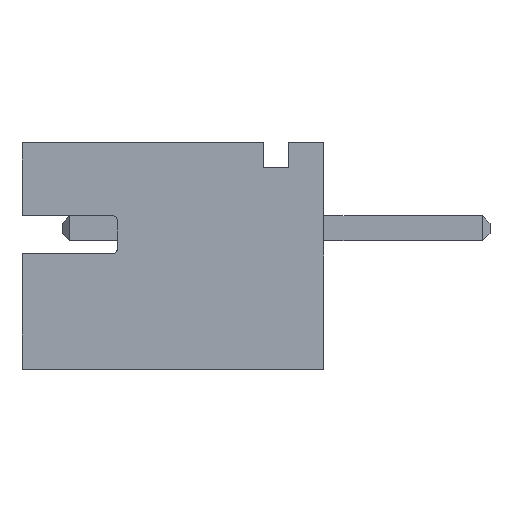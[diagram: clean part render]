
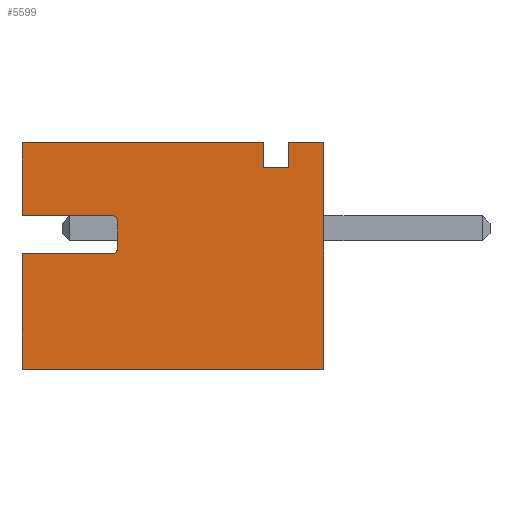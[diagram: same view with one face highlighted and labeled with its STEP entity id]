
A CAD part, left-side view. The second image highlights one B-rep face of the part: STEP entity #5599.
In plain terms, the highlighted planar face has unit normal (-1, 0, 0).
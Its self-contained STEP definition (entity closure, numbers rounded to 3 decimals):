
#36 = LINE ( 'NONE', #1447, #1376 ) ;
#86 = EDGE_CURVE ( 'NONE', #715, #918, #632, .T. ) ;
#96 = ORIENTED_EDGE ( 'NONE', *, *, #1546, .T. ) ;
#112 = AXIS2_PLACEMENT_3D ( 'NONE', #2357, #2330, #528 ) ;
#312 = CARTESIAN_POINT ( 'NONE',  ( -5.95, 4.2, 0.15 ) ) ;
#440 = FACE_OUTER_BOUND ( 'NONE', #4721, .T. ) ;
#480 = DIRECTION ( 'NONE',  ( 0., 0., 1. ) ) ;
#482 = DIRECTION ( 'NONE',  ( 0., 1., 0. ) ) ;
#507 = DIRECTION ( 'NONE',  ( 0., 0., 1. ) ) ;
#520 = VERTEX_POINT ( 'NONE', #4628 ) ;
#528 = DIRECTION ( 'NONE',  ( 0., 0., -1. ) ) ;
#632 = LINE ( 'NONE', #2094, #4042 ) ;
#668 = DIRECTION ( 'NONE',  ( 1., 0., 0. ) ) ;
#676 = ORIENTED_EDGE ( 'NONE', *, *, #5466, .T. ) ;
#715 = VERTEX_POINT ( 'NONE', #4839 ) ;
#798 = CARTESIAN_POINT ( 'NONE',  ( -5.95, 6., -2.25 ) ) ;
#836 = DIRECTION ( 'NONE',  ( 0., -1., 0. ) ) ;
#854 = EDGE_CURVE ( 'NONE', #1489, #4890, #5066, .T. ) ;
#862 = ORIENTED_EDGE ( 'NONE', *, *, #6090, .T. ) ;
#918 = VERTEX_POINT ( 'NONE', #1469 ) ;
#935 = VECTOR ( 'NONE', #4500, 1000. ) ;
#1140 = ORIENTED_EDGE ( 'NONE', *, *, #5171, .F. ) ;
#1157 = CARTESIAN_POINT ( 'NONE',  ( -5.95, 0.7, 1.75 ) ) ;
#1171 = VERTEX_POINT ( 'NONE', #1157 ) ;
#1190 = DIRECTION ( 'NONE',  ( 0., -1., 0. ) ) ;
#1270 = DIRECTION ( 'NONE',  ( 0., 0., -1. ) ) ;
#1376 = VECTOR ( 'NONE', #507, 1000. ) ;
#1437 = ORIENTED_EDGE ( 'NONE', *, *, #4193, .F. ) ;
#1443 = VECTOR ( 'NONE', #5286, 1000. ) ;
#1447 = CARTESIAN_POINT ( 'NONE',  ( -5.95, 0., -2.25 ) ) ;
#1469 = CARTESIAN_POINT ( 'NONE',  ( -5.95, 0., 2.25 ) ) ;
#1487 = CARTESIAN_POINT ( 'NONE',  ( -5.95, 6., 0.8 ) ) ;
#1489 = VERTEX_POINT ( 'NONE', #4571 ) ;
#1546 = EDGE_CURVE ( 'NONE', #4037, #5591, #3195, .T. ) ;
#1608 = EDGE_CURVE ( 'NONE', #5899, #4890, #5408, .T. ) ;
#1673 = CARTESIAN_POINT ( 'NONE',  ( -5.95, 4.2, 0.7 ) ) ;
#1688 = LINE ( 'NONE', #2145, #3729 ) ;
#1689 = EDGE_CURVE ( 'NONE', #5824, #2858, #2307, .T. ) ;
#1690 = CARTESIAN_POINT ( 'NONE',  ( -5.95, 0.7, 2.25 ) ) ;
#1743 = CARTESIAN_POINT ( 'NONE',  ( -5.95, 6., 0.05 ) ) ;
#1811 = LINE ( 'NONE', #2659, #4117 ) ;
#1858 = CARTESIAN_POINT ( 'NONE',  ( -5.95, 6., 0.8 ) ) ;
#1872 = ORIENTED_EDGE ( 'NONE', *, *, #3663, .T. ) ;
#1965 = LINE ( 'NONE', #4256, #5582 ) ;
#1975 = VERTEX_POINT ( 'NONE', #1858 ) ;
#2094 = CARTESIAN_POINT ( 'NONE',  ( -5.95, 6., 2.25 ) ) ;
#2136 = ORIENTED_EDGE ( 'NONE', *, *, #86, .F. ) ;
#2145 = CARTESIAN_POINT ( 'NONE',  ( -5.95, 6., -2.25 ) ) ;
#2161 = EDGE_CURVE ( 'NONE', #5140, #4037, #4982, .T. ) ;
#2272 = ORIENTED_EDGE ( 'NONE', *, *, #6034, .T. ) ;
#2307 = LINE ( 'NONE', #5072, #5464 ) ;
#2330 = DIRECTION ( 'NONE',  ( 1., 0., 0. ) ) ;
#2357 = CARTESIAN_POINT ( 'NONE',  ( -5.95, 6., -2.25 ) ) ;
#2508 = DIRECTION ( 'NONE',  ( 0., 0., -1. ) ) ;
#2659 = CARTESIAN_POINT ( 'NONE',  ( -5.95, 6., -2.25 ) ) ;
#2729 = DIRECTION ( 'NONE',  ( 0., 0., -1. ) ) ;
#2858 = VERTEX_POINT ( 'NONE', #1743 ) ;
#2936 = VERTEX_POINT ( 'NONE', #798 ) ;
#3073 = CARTESIAN_POINT ( 'NONE',  ( -5.95, 4.2, 0.8 ) ) ;
#3138 = LINE ( 'NONE', #3170, #5921 ) ;
#3170 = CARTESIAN_POINT ( 'NONE',  ( -5.95, 6., -2.25 ) ) ;
#3195 = LINE ( 'NONE', #4633, #3563 ) ;
#3271 = CARTESIAN_POINT ( 'NONE',  ( -5.95, 4.1, 0.15 ) ) ;
#3302 = PLANE ( 'NONE',  #112 ) ;
#3563 = VECTOR ( 'NONE', #2729, 1000. ) ;
#3576 = LINE ( 'NONE', #1690, #5254 ) ;
#3596 = ORIENTED_EDGE ( 'NONE', *, *, #1608, .T. ) ;
#3663 = EDGE_CURVE ( 'NONE', #1171, #5899, #1965, .T. ) ;
#3697 = ORIENTED_EDGE ( 'NONE', *, *, #3932, .T. ) ;
#3729 = VECTOR ( 'NONE', #480, 1000. ) ;
#3822 = CIRCLE ( 'NONE', #5918, 0.1 ) ;
#3932 = EDGE_CURVE ( 'NONE', #1975, #5140, #5314, .T. ) ;
#4037 = VERTEX_POINT ( 'NONE', #4809 ) ;
#4042 = VECTOR ( 'NONE', #1190, 1000. ) ;
#4060 = CARTESIAN_POINT ( 'NONE',  ( -5.95, 6., 2.25 ) ) ;
#4070 = ORIENTED_EDGE ( 'NONE', *, *, #1689, .T. ) ;
#4117 = VECTOR ( 'NONE', #5988, 1000. ) ;
#4121 = DIRECTION ( 'NONE',  ( 0., -1., 0. ) ) ;
#4193 = EDGE_CURVE ( 'NONE', #1975, #1489, #1811, .T. ) ;
#4256 = CARTESIAN_POINT ( 'NONE',  ( -5.95, 1.2, 1.75 ) ) ;
#4500 = DIRECTION ( 'NONE',  ( 0., 0., 1. ) ) ;
#4559 = VECTOR ( 'NONE', #836, 1000. ) ;
#4571 = CARTESIAN_POINT ( 'NONE',  ( -5.95, 6., 2.25 ) ) ;
#4609 = ORIENTED_EDGE ( 'NONE', *, *, #2161, .T. ) ;
#4628 = CARTESIAN_POINT ( 'NONE',  ( -5.95, 0., -2.25 ) ) ;
#4633 = CARTESIAN_POINT ( 'NONE',  ( -5.95, 4.1, 0.7 ) ) ;
#4721 = EDGE_LOOP ( 'NONE', ( #1437, #3697, #4609, #96, #676, #4070, #1140, #2272, #5936, #2136, #862, #1872, #3596, #5289 ) ) ;
#4809 = CARTESIAN_POINT ( 'NONE',  ( -5.95, 4.1, 0.7 ) ) ;
#4833 = DIRECTION ( 'NONE',  ( 0., 1., 0. ) ) ;
#4839 = CARTESIAN_POINT ( 'NONE',  ( -5.95, 0.7, 2.25 ) ) ;
#4890 = VERTEX_POINT ( 'NONE', #5954 ) ;
#4962 = DIRECTION ( 'NONE',  ( 1., 0., 0. ) ) ;
#4976 = EDGE_CURVE ( 'NONE', #520, #918, #36, .T. ) ;
#4982 = CIRCLE ( 'NONE', #5377, 0.1 ) ;
#5066 = LINE ( 'NONE', #4060, #4559 ) ;
#5072 = CARTESIAN_POINT ( 'NONE',  ( -5.95, 6., 0.05 ) ) ;
#5087 = DIRECTION ( 'NONE',  ( 0., 0., -1. ) ) ;
#5140 = VERTEX_POINT ( 'NONE', #3073 ) ;
#5171 = EDGE_CURVE ( 'NONE', #2936, #2858, #1688, .T. ) ;
#5254 = VECTOR ( 'NONE', #5087, 1000. ) ;
#5286 = DIRECTION ( 'NONE',  ( 0., -1., 0. ) ) ;
#5289 = ORIENTED_EDGE ( 'NONE', *, *, #854, .F. ) ;
#5314 = LINE ( 'NONE', #1487, #1443 ) ;
#5377 = AXIS2_PLACEMENT_3D ( 'NONE', #1673, #668, #2508 ) ;
#5408 = LINE ( 'NONE', #5932, #935 ) ;
#5464 = VECTOR ( 'NONE', #482, 1000. ) ;
#5466 = EDGE_CURVE ( 'NONE', #5591, #5824, #3822, .T. ) ;
#5582 = VECTOR ( 'NONE', #4833, 1000. ) ;
#5591 = VERTEX_POINT ( 'NONE', #3271 ) ;
#5599 = ADVANCED_FACE ( 'NONE', ( #440 ), #3302, .F. ) ;
#5790 = CARTESIAN_POINT ( 'NONE',  ( -5.95, 4.2, 0.05 ) ) ;
#5824 = VERTEX_POINT ( 'NONE', #5790 ) ;
#5888 = CARTESIAN_POINT ( 'NONE',  ( -5.95, 1.2, 1.75 ) ) ;
#5899 = VERTEX_POINT ( 'NONE', #5888 ) ;
#5918 = AXIS2_PLACEMENT_3D ( 'NONE', #312, #4962, #1270 ) ;
#5921 = VECTOR ( 'NONE', #4121, 1000. ) ;
#5932 = CARTESIAN_POINT ( 'NONE',  ( -5.95, 1.2, 2.25 ) ) ;
#5936 = ORIENTED_EDGE ( 'NONE', *, *, #4976, .T. ) ;
#5954 = CARTESIAN_POINT ( 'NONE',  ( -5.95, 1.2, 2.25 ) ) ;
#5988 = DIRECTION ( 'NONE',  ( 0., 0., 1. ) ) ;
#6034 = EDGE_CURVE ( 'NONE', #2936, #520, #3138, .T. ) ;
#6090 = EDGE_CURVE ( 'NONE', #715, #1171, #3576, .T. ) ;
